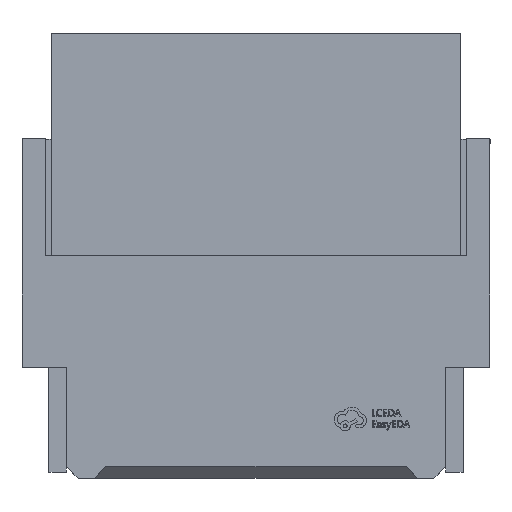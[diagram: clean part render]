
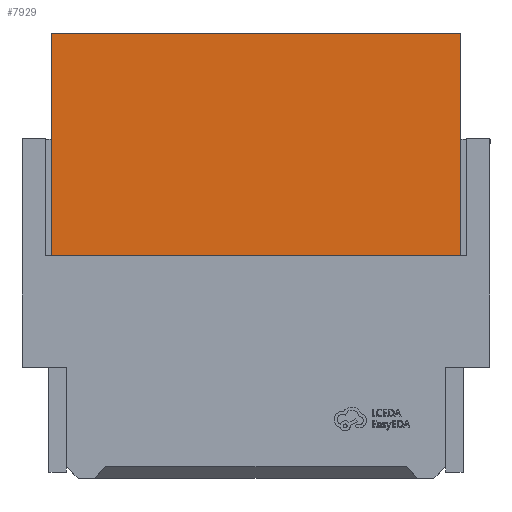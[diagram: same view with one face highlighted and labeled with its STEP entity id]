
A CAD part, top view. The second image highlights one B-rep face of the part: STEP entity #7929.
In plain terms, the highlighted planar face has unit normal (0, 0, 1).
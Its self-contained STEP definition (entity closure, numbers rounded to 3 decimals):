
#48 = ORIENTED_EDGE ( 'NONE', *, *, #17626, .F. ) ;
#942 = DIRECTION ( 'NONE',  ( 0., 1., 0. ) ) ;
#1131 = AXIS2_PLACEMENT_3D ( 'NONE', #9342, #11046, #17828 ) ;
#1593 = FACE_OUTER_BOUND ( 'NONE', #12978, .T. ) ;
#2275 = VECTOR ( 'NONE', #942, 1000. ) ;
#3099 = LINE ( 'NONE', #15399, #4055 ) ;
#3259 = CARTESIAN_POINT ( 'NONE',  ( -1.75, 2.35, 0.9 ) ) ;
#4055 = VECTOR ( 'NONE', #22490, 1000. ) ;
#4871 = LINE ( 'NONE', #10145, #2275 ) ;
#5358 = LINE ( 'NONE', #21381, #19767 ) ;
#5728 = ORIENTED_EDGE ( 'NONE', *, *, #15593, .T. ) ;
#6784 = EDGE_CURVE ( 'NONE', #22589, #7721, #3099, .T. ) ;
#7721 = VERTEX_POINT ( 'NONE', #11846 ) ;
#7929 = ADVANCED_FACE ( 'NONE', ( #1593 ), #12413, .F. ) ;
#8345 = LINE ( 'NONE', #3259, #20462 ) ;
#8626 = EDGE_CURVE ( 'NONE', #21380, #12255, #4871, .T. ) ;
#9342 = CARTESIAN_POINT ( 'NONE',  ( -1.75, 1.45, 0.9 ) ) ;
#10145 = CARTESIAN_POINT ( 'NONE',  ( 1.75, 1.45, 0.9 ) ) ;
#10838 = ORIENTED_EDGE ( 'NONE', *, *, #6784, .F. ) ;
#11046 = DIRECTION ( 'NONE',  ( 0., 0., -1. ) ) ;
#11778 = DIRECTION ( 'NONE',  ( 1., 0., 0. ) ) ;
#11846 = CARTESIAN_POINT ( 'NONE',  ( -1.75, 2.35, 0.9 ) ) ;
#12255 = VERTEX_POINT ( 'NONE', #15440 ) ;
#12413 = PLANE ( 'NONE',  #1131 ) ;
#12978 = EDGE_LOOP ( 'NONE', ( #20120, #48, #10838, #5728 ) ) ;
#15399 = CARTESIAN_POINT ( 'NONE',  ( -1.75, 1.45, 0.9 ) ) ;
#15440 = CARTESIAN_POINT ( 'NONE',  ( 1.75, 2.35, 0.9 ) ) ;
#15593 = EDGE_CURVE ( 'NONE', #22589, #21380, #5358, .T. ) ;
#17326 = CARTESIAN_POINT ( 'NONE',  ( -1.75, 0.45, 0.9 ) ) ;
#17626 = EDGE_CURVE ( 'NONE', #7721, #12255, #8345, .T. ) ;
#17828 = DIRECTION ( 'NONE',  ( 0., -1., 0. ) ) ;
#17881 = DIRECTION ( 'NONE',  ( 1., 0., 0. ) ) ;
#19767 = VECTOR ( 'NONE', #17881, 1000. ) ;
#20120 = ORIENTED_EDGE ( 'NONE', *, *, #8626, .T. ) ;
#20187 = CARTESIAN_POINT ( 'NONE',  ( 1.75, 0.45, 0.9 ) ) ;
#20462 = VECTOR ( 'NONE', #11778, 1000. ) ;
#21380 = VERTEX_POINT ( 'NONE', #20187 ) ;
#21381 = CARTESIAN_POINT ( 'NONE',  ( 1.75, 0.45, 0.9 ) ) ;
#22490 = DIRECTION ( 'NONE',  ( 0., 1., 0. ) ) ;
#22589 = VERTEX_POINT ( 'NONE', #17326 ) ;
